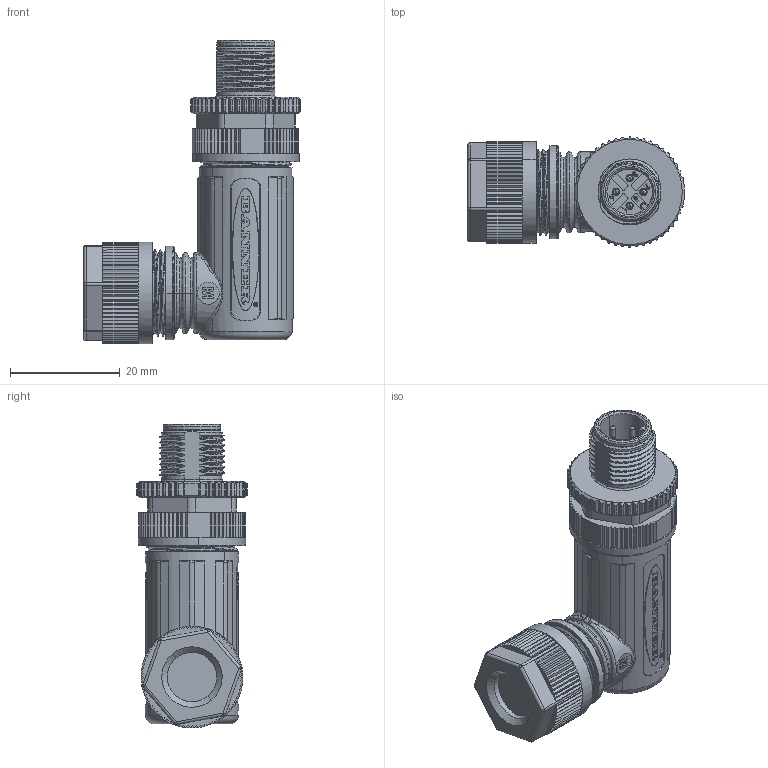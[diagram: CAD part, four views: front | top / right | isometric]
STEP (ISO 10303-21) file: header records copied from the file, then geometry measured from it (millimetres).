
FILE_DESCRIPTION((''),'2;1');
FILE_NAME('246783_SM01_ASM','2024-11-26T14:12:26',('banengservice'),('BANNER ENGINEERING'),'CREO PARAMETRIC BY PTC INC, 2022414','CREO PARAMETRIC BY PTC INC, 2022414','');
FILE_SCHEMA(('CONFIG_CONTROL_DESIGN'));
Products named in the file (2): 246783_EP01; 246783_SM01_ASM
Assembly tree (1 placements, depth 2):
  246783_SM01_ASM
    246783_EP01
Bounding box: 39.47 x 20.1 x 55.27 mm (x, y, z)
Volume: 15630.3 mm3; surface area: 6745.4 mm2
Topology: 1 solids, 1 shells, 1363 faces, 3847 edges, 2549 vertices
Faces by surface type: plane 888, cylinder 304, bspline 66, extrusion 41, torus 33, cone 25, sphere 6
Entity records: 56427 total; most frequent: CARTESIAN_POINT 22243, ORIENTED_EDGE 7682, DIRECTION 6346, EDGE_CURVE 3841, VERTEX_POINT 2549, AXIS2_PLACEMENT_3D 2121, VECTOR 2104, LINE 2063
